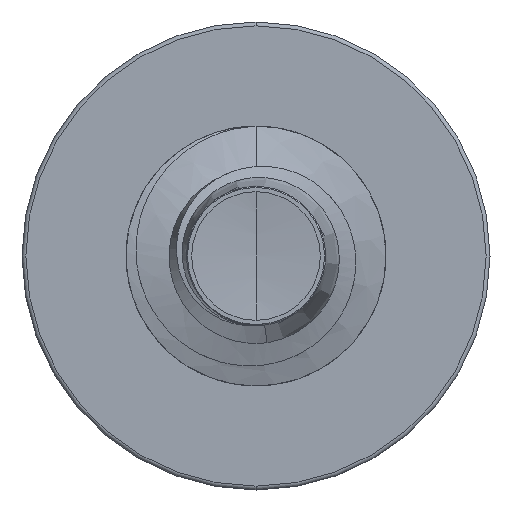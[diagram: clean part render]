
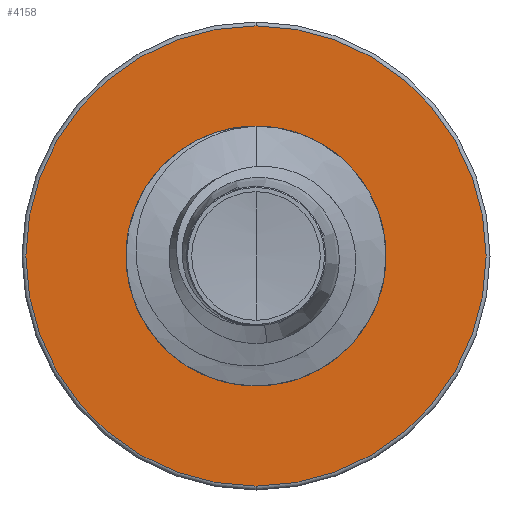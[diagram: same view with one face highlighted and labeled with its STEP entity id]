
A CAD part, front view. The second image highlights one B-rep face of the part: STEP entity #4158.
In plain terms, the highlighted planar face has unit normal (0, -1, 0).
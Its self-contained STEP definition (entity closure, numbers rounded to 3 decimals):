
#247 = DIRECTION ( 'NONE',  ( 0., 1., 0. ) ) ;
#293 = EDGE_CURVE ( 'NONE', #6127, #3096, #9350, .T. ) ;
#568 = DIRECTION ( 'NONE',  ( 0., 1., 0. ) ) ;
#636 = FACE_BOUND ( 'NONE', #5183, .T. ) ;
#799 = CARTESIAN_POINT ( 'NONE',  ( 0., 8.5, 0. ) ) ;
#1286 = AXIS2_PLACEMENT_3D ( 'NONE', #4021, #247, #3679 ) ;
#1343 = CIRCLE ( 'NONE', #6962, 2.842 ) ;
#1681 = ORIENTED_EDGE ( 'NONE', *, *, #10580, .F. ) ;
#1712 = DIRECTION ( 'NONE',  ( 0., 0., 1. ) ) ;
#2438 = AXIS2_PLACEMENT_3D ( 'NONE', #799, #7208, #1712 ) ;
#2489 = CARTESIAN_POINT ( 'NONE',  ( 0., 8.5, 2.842 ) ) ;
#2498 = EDGE_CURVE ( 'NONE', #3096, #6127, #1343, .T. ) ;
#2837 = ORIENTED_EDGE ( 'NONE', *, *, #2498, .T. ) ;
#3096 = VERTEX_POINT ( 'NONE', #7302 ) ;
#3679 = DIRECTION ( 'NONE',  ( 0., 0., 1. ) ) ;
#4021 = CARTESIAN_POINT ( 'NONE',  ( 0., 8.5, 0. ) ) ;
#4158 = ADVANCED_FACE ( 'NONE', ( #10048, #636 ), #7996, .F. ) ;
#5183 = EDGE_LOOP ( 'NONE', ( #10665, #2837 ) ) ;
#5624 = VERTEX_POINT ( 'NONE', #7519 ) ;
#6030 = CARTESIAN_POINT ( 'NONE',  ( 0., 8.5, 0. ) ) ;
#6124 = AXIS2_PLACEMENT_3D ( 'NONE', #6030, #568, #6963 ) ;
#6127 = VERTEX_POINT ( 'NONE', #2489 ) ;
#6609 = CIRCLE ( 'NONE', #2438, 5.31 ) ;
#6962 = AXIS2_PLACEMENT_3D ( 'NONE', #11588, #11551, #11504 ) ;
#6963 = DIRECTION ( 'NONE',  ( 0., 0., 1. ) ) ;
#7208 = DIRECTION ( 'NONE',  ( 0., 1., 0. ) ) ;
#7302 = CARTESIAN_POINT ( 'NONE',  ( 0., 8.5, -2.842 ) ) ;
#7519 = CARTESIAN_POINT ( 'NONE',  ( 0., 8.5, 5.31 ) ) ;
#7996 = PLANE ( 'NONE',  #11524 ) ;
#8018 = ORIENTED_EDGE ( 'NONE', *, *, #10439, .F. ) ;
#8188 = CIRCLE ( 'NONE', #6124, 5.31 ) ;
#8214 = DIRECTION ( 'NONE',  ( 0., 0., 1. ) ) ;
#8643 = DIRECTION ( 'NONE',  ( 0., 1., 0. ) ) ;
#9238 = EDGE_LOOP ( 'NONE', ( #8018, #1681 ) ) ;
#9350 = CIRCLE ( 'NONE', #1286, 2.842 ) ;
#10048 = FACE_OUTER_BOUND ( 'NONE', #9238, .T. ) ;
#10439 = EDGE_CURVE ( 'NONE', #5624, #10611, #6609, .T. ) ;
#10551 = CARTESIAN_POINT ( 'NONE',  ( 0., 8.5, -5.31 ) ) ;
#10580 = EDGE_CURVE ( 'NONE', #10611, #5624, #8188, .T. ) ;
#10611 = VERTEX_POINT ( 'NONE', #10551 ) ;
#10665 = ORIENTED_EDGE ( 'NONE', *, *, #293, .T. ) ;
#11164 = CARTESIAN_POINT ( 'NONE',  ( 0., 8.5, -2.842 ) ) ;
#11504 = DIRECTION ( 'NONE',  ( 0., 0., 1. ) ) ;
#11524 = AXIS2_PLACEMENT_3D ( 'NONE', #11164, #8643, #8214 ) ;
#11551 = DIRECTION ( 'NONE',  ( 0., 1., 0. ) ) ;
#11588 = CARTESIAN_POINT ( 'NONE',  ( 0., 8.5, 0. ) ) ;
